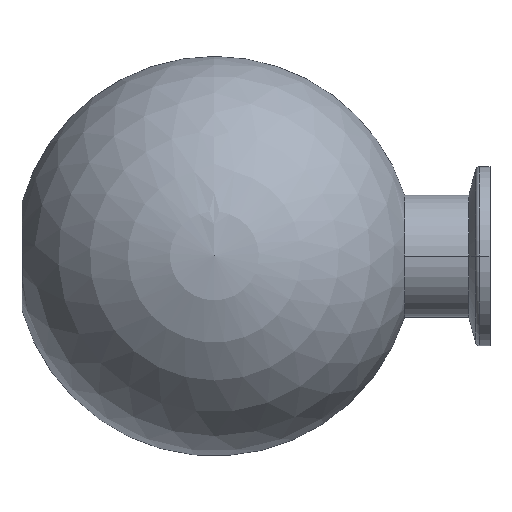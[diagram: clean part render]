
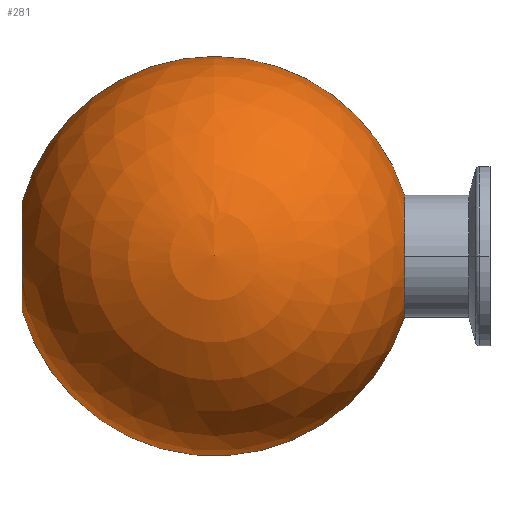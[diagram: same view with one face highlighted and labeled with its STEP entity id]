
A CAD part, top view. The second image highlights one B-rep face of the part: STEP entity #281.
In plain terms, the highlighted spherical face has radius 44.45 mm.
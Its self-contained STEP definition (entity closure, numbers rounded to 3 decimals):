
#4 = CIRCLE ( 'NONE', #100, 12. ) ;
#11 = EDGE_CURVE ( 'NONE', #344, #75, #460, .T. ) ;
#16 = SPHERICAL_SURFACE ( 'NONE', #211, 44.45 ) ;
#20 = ORIENTED_EDGE ( 'NONE', *, *, #453, .F. ) ;
#41 = CARTESIAN_POINT ( 'NONE',  ( 42.318, -13.6, 0. ) ) ;
#68 = DIRECTION ( 'NONE',  ( 0., 0., 1. ) ) ;
#75 = VERTEX_POINT ( 'NONE', #291 ) ;
#82 = ORIENTED_EDGE ( 'NONE', *, *, #11, .T. ) ;
#85 = EDGE_CURVE ( 'NONE', #468, #307, #396, .T. ) ;
#88 = CARTESIAN_POINT ( 'NONE',  ( -42.8, 0., 0. ) ) ;
#99 = FACE_OUTER_BOUND ( 'NONE', #425, .T. ) ;
#100 = AXIS2_PLACEMENT_3D ( 'NONE', #88, #292, #221 ) ;
#103 = CIRCLE ( 'NONE', #390, 12. ) ;
#127 = DIRECTION ( 'NONE',  ( -1., 0., 0. ) ) ;
#130 = DIRECTION ( 'NONE',  ( 0., 0., -1. ) ) ;
#134 = CARTESIAN_POINT ( 'NONE',  ( -42.8, 0., 12. ) ) ;
#148 = ORIENTED_EDGE ( 'NONE', *, *, #311, .F. ) ;
#157 = DIRECTION ( 'NONE',  ( 0., 1., 0. ) ) ;
#159 = ORIENTED_EDGE ( 'NONE', *, *, #172, .T. ) ;
#160 = CARTESIAN_POINT ( 'NONE',  ( -42.8, -12., 0. ) ) ;
#167 = AXIS2_PLACEMENT_3D ( 'NONE', #254, #360, #250 ) ;
#171 = DIRECTION ( 'NONE',  ( 0., 0., 1. ) ) ;
#172 = EDGE_CURVE ( 'NONE', #307, #344, #347, .T. ) ;
#203 = CARTESIAN_POINT ( 'NONE',  ( 42.318, 0., 13.6 ) ) ;
#211 = AXIS2_PLACEMENT_3D ( 'NONE', #329, #130, #324 ) ;
#221 = DIRECTION ( 'NONE',  ( 0., 0., 1. ) ) ;
#228 = CARTESIAN_POINT ( 'NONE',  ( 0., 0., 0. ) ) ;
#250 = DIRECTION ( 'NONE',  ( 0., 0., 1. ) ) ;
#254 = CARTESIAN_POINT ( 'NONE',  ( 42.318, 0., 0. ) ) ;
#266 = DIRECTION ( 'NONE',  ( 1., 0., 0. ) ) ;
#271 = EDGE_CURVE ( 'NONE', #355, #75, #103, .T. ) ;
#281 = ADVANCED_FACE ( 'NONE', ( #99 ), #16, .T. ) ;
#286 = DIRECTION ( 'NONE',  ( -1., 0., 0. ) ) ;
#291 = CARTESIAN_POINT ( 'NONE',  ( -42.8, 12., 0. ) ) ;
#292 = DIRECTION ( 'NONE',  ( -1., 0., 0. ) ) ;
#305 = CARTESIAN_POINT ( 'NONE',  ( 0., 0., 0. ) ) ;
#307 = VERTEX_POINT ( 'NONE', #203 ) ;
#311 = EDGE_CURVE ( 'NONE', #454, #355, #4, .T. ) ;
#324 = DIRECTION ( 'NONE',  ( 0., 1., 0. ) ) ;
#325 = DIRECTION ( 'NONE',  ( 0., 0., 1. ) ) ;
#327 = CARTESIAN_POINT ( 'NONE',  ( 42.318, 13.6, 0. ) ) ;
#329 = CARTESIAN_POINT ( 'NONE',  ( 0., 0., 0. ) ) ;
#344 = VERTEX_POINT ( 'NONE', #327 ) ;
#347 = CIRCLE ( 'NONE', #167, 13.6 ) ;
#355 = VERTEX_POINT ( 'NONE', #134 ) ;
#357 = AXIS2_PLACEMENT_3D ( 'NONE', #228, #433, #157 ) ;
#360 = DIRECTION ( 'NONE',  ( -1., 0., 0. ) ) ;
#368 = CARTESIAN_POINT ( 'NONE',  ( 42.318, 0., 0. ) ) ;
#373 = AXIS2_PLACEMENT_3D ( 'NONE', #305, #68, #266 ) ;
#390 = AXIS2_PLACEMENT_3D ( 'NONE', #481, #127, #325 ) ;
#394 = ORIENTED_EDGE ( 'NONE', *, *, #85, .T. ) ;
#396 = CIRCLE ( 'NONE', #504, 13.6 ) ;
#402 = CIRCLE ( 'NONE', #357, 44.45 ) ;
#419 = ORIENTED_EDGE ( 'NONE', *, *, #271, .F. ) ;
#425 = EDGE_LOOP ( 'NONE', ( #20, #394, #159, #82, #419, #148 ) ) ;
#433 = DIRECTION ( 'NONE',  ( 0., 0., -1. ) ) ;
#453 = EDGE_CURVE ( 'NONE', #468, #454, #402, .T. ) ;
#454 = VERTEX_POINT ( 'NONE', #160 ) ;
#460 = CIRCLE ( 'NONE', #373, 44.45 ) ;
#468 = VERTEX_POINT ( 'NONE', #41 ) ;
#481 = CARTESIAN_POINT ( 'NONE',  ( -42.8, 0., 0. ) ) ;
#504 = AXIS2_PLACEMENT_3D ( 'NONE', #368, #286, #171 ) ;
